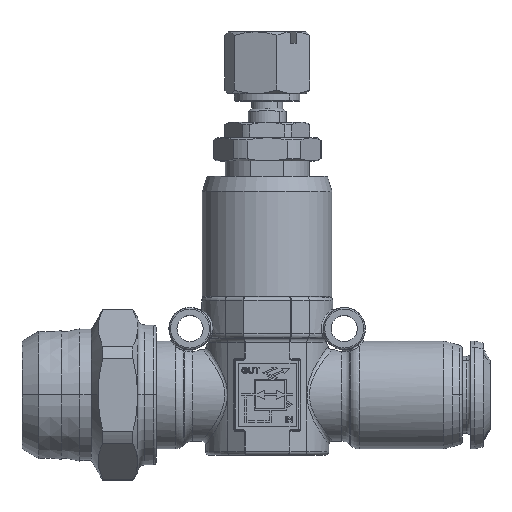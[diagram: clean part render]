
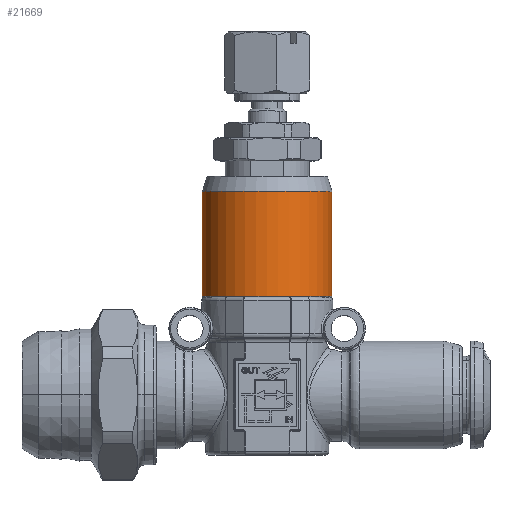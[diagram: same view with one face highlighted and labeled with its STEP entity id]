
A CAD part, top view. The second image highlights one B-rep face of the part: STEP entity #21669.
In plain terms, the highlighted cylindrical face has radius 8.4 mm (diameter 16.8 mm), a partial arc.
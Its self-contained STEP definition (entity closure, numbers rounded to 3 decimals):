
#206 = VECTOR ( 'NONE', #13043, 1000. ) ;
#1009 = VERTEX_POINT ( 'NONE', #2814 ) ;
#1483 = EDGE_LOOP ( 'NONE', ( #8109, #11232, #10870, #35463 ) ) ;
#1707 = EDGE_CURVE ( 'NONE', #33300, #1009, #22046, .T. ) ;
#2515 = AXIS2_PLACEMENT_3D ( 'NONE', #26189, #7726, #29280 ) ;
#2814 = CARTESIAN_POINT ( 'NONE',  ( -8.4, 12.8, 0. ) ) ;
#7649 = EDGE_CURVE ( 'NONE', #18148, #33300, #20538, .T. ) ;
#7726 = DIRECTION ( 'NONE',  ( 0., -1., 0. ) ) ;
#8109 = ORIENTED_EDGE ( 'NONE', *, *, #7649, .T. ) ;
#9102 = FACE_OUTER_BOUND ( 'NONE', #1483, .T. ) ;
#9894 = CARTESIAN_POINT ( 'NONE',  ( 8.4, -1.25, 0. ) ) ;
#10870 = ORIENTED_EDGE ( 'NONE', *, *, #33899, .F. ) ;
#11232 = ORIENTED_EDGE ( 'NONE', *, *, #1707, .T. ) ;
#13043 = DIRECTION ( 'NONE',  ( 0., -1., 0. ) ) ;
#13275 = DIRECTION ( 'NONE',  ( 0., -1., 0. ) ) ;
#13475 = CYLINDRICAL_SURFACE ( 'NONE', #18353, 8.4 ) ;
#16154 = CARTESIAN_POINT ( 'NONE',  ( -8.4, 26.387, 0. ) ) ;
#16202 = VERTEX_POINT ( 'NONE', #32615 ) ;
#18148 = VERTEX_POINT ( 'NONE', #28526 ) ;
#18353 = AXIS2_PLACEMENT_3D ( 'NONE', #18457, #21655, #34016 ) ;
#18457 = CARTESIAN_POINT ( 'NONE',  ( 0., -1.25, 0. ) ) ;
#19184 = CIRCLE ( 'NONE', #22470, 8.4 ) ;
#20538 = CIRCLE ( 'NONE', #2515, 8.4 ) ;
#21655 = DIRECTION ( 'NONE',  ( 0., -1., 0. ) ) ;
#21669 = ADVANCED_FACE ( 'NONE', ( #9102 ), #13475, .T. ) ;
#21825 = EDGE_CURVE ( 'NONE', #18148, #16202, #33176, .T. ) ;
#22046 = LINE ( 'NONE', #29675, #37406 ) ;
#22470 = AXIS2_PLACEMENT_3D ( 'NONE', #31670, #13275, #34760 ) ;
#26189 = CARTESIAN_POINT ( 'NONE',  ( 0., 26.387, 0. ) ) ;
#28526 = CARTESIAN_POINT ( 'NONE',  ( 8.4, 26.387, 0. ) ) ;
#29280 = DIRECTION ( 'NONE',  ( 1., 0., 0. ) ) ;
#29675 = CARTESIAN_POINT ( 'NONE',  ( -8.4, -1.25, 0. ) ) ;
#30417 = DIRECTION ( 'NONE',  ( 0., -1., 0. ) ) ;
#31670 = CARTESIAN_POINT ( 'NONE',  ( 0., 12.8, 0. ) ) ;
#32615 = CARTESIAN_POINT ( 'NONE',  ( 8.4, 12.8, 0. ) ) ;
#33176 = LINE ( 'NONE', #9894, #206 ) ;
#33300 = VERTEX_POINT ( 'NONE', #16154 ) ;
#33899 = EDGE_CURVE ( 'NONE', #16202, #1009, #19184, .T. ) ;
#34016 = DIRECTION ( 'NONE',  ( 1., 0., 0. ) ) ;
#34760 = DIRECTION ( 'NONE',  ( 1., 0., 0. ) ) ;
#35463 = ORIENTED_EDGE ( 'NONE', *, *, #21825, .F. ) ;
#37406 = VECTOR ( 'NONE', #30417, 1000. ) ;
